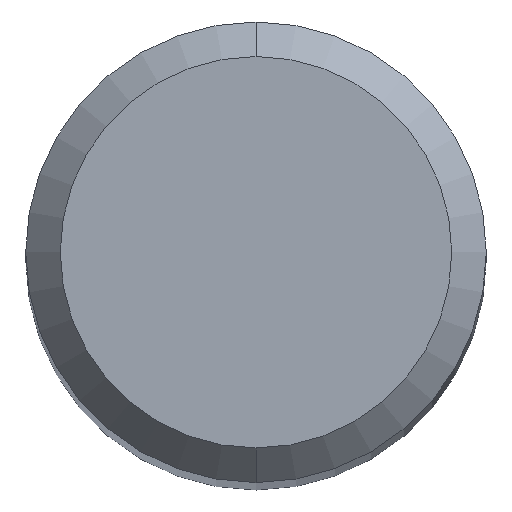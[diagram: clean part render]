
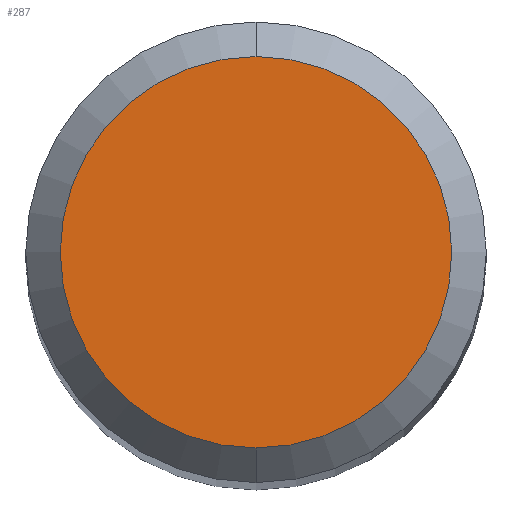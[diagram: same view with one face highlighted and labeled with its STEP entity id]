
A CAD part, top view. The second image highlights one B-rep face of the part: STEP entity #287.
In plain terms, the highlighted planar face has unit normal (0, 0, 1).
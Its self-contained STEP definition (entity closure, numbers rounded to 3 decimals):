
#287=ADVANCED_FACE('',(#723),#724,.T.);
#367=VERTEX_POINT('',#812);
#403=EDGE_CURVE('',#367,#423,#850,.T.);
#423=VERTEX_POINT('',#873);
#459=EDGE_CURVE('',#423,#367,#914,.T.);
#723=FACE_OUTER_BOUND('',#1240,.T.);
#724=PLANE('',#1241);
#812=CARTESIAN_POINT('',(0.,-1.7,0.0));
#850=CIRCLE('',#1418,1.7);
#873=CARTESIAN_POINT('',(0.0,1.7,0.0));
#914=CIRCLE('',#1504,1.7);
#1240=EDGE_LOOP('',(#1932,#1933));
#1241=AXIS2_PLACEMENT_3D('',#1934,#1935,#1936);
#1418=AXIS2_PLACEMENT_3D('',#2134,#2135,#2136);
#1504=AXIS2_PLACEMENT_3D('',#2244,#2245,#2246);
#1932=ORIENTED_EDGE('',*,*,#459,.F.);
#1933=ORIENTED_EDGE('',*,*,#403,.F.);
#1934=CARTESIAN_POINT('',(0.0,0.85,0.0));
#1935=DIRECTION('',(-0.0,0.0,1.0));
#1936=DIRECTION('',(0.0,-1.0,0.0));
#2134=CARTESIAN_POINT('',(0.0,0.0,0.0));
#2135=DIRECTION('',(0.0,0.0,-1.0));
#2136=DIRECTION('',(0.0,1.0,0.0));
#2244=CARTESIAN_POINT('',(0.0,0.0,0.0));
#2245=DIRECTION('',(0.0,0.0,-1.0));
#2246=DIRECTION('',(0.0,1.0,0.0));
